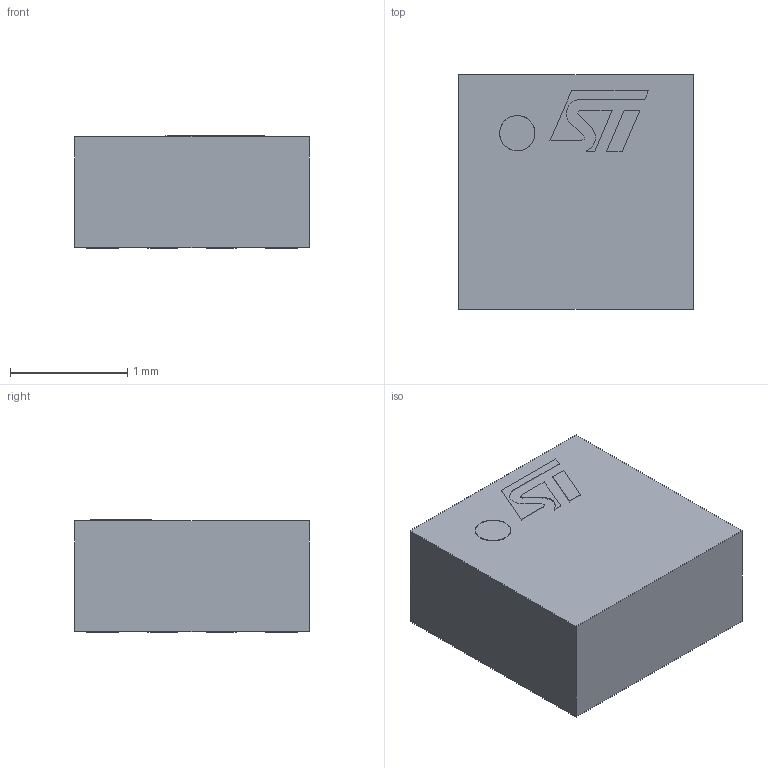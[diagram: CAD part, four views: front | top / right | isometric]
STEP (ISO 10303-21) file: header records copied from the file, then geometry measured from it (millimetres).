
FILE_DESCRIPTION(/* description */ (''),/* implementation_level */ '2;1');
FILE_NAME(/* name */ 'LGA12 v2.step',/* time_stamp */ '2023-02-16T11:42:36+03:00',/* author */ (''),/* organization */ (''),/* preprocessor_version */ 'ST-DEVELOPER v19.2',/* originating_system */ 'Autodesk Translation Framework v11.17.0.187',/* authorisation */ '');
FILE_SCHEMA (('AUTOMOTIVE_DESIGN { 1 0 10303 214 3 1 1 }'));
Length unit declared in the file: millimetre
Products named in the file (70): LGA12; Face004; Face003; Face; Face002; Face001; Face006; Face008; Face005; Face009; Face011; Face012; Face010; Face013; Face014; Face015; Face016; Face017; Face018; Face019; Face020; Face021; Face023; Face024; Face022; Face025; Face026; Face027; Face028; Face029; Face030; Face031; Face032; Face033; Face034; Face035; Face036; Face037; Face038; Face039 ...
Assembly tree (69 placements, depth 2):
  LGA12
    Face004
    Face003
    Face
    Face002
    Face001
    Face006
    Face008
    Face005
    Face009
    Face011
    Face012
    Face010
    Face013
    Face014
    Face015
    Face016
    Face017
    Face018
    Face019
    Face020
    Face021
    Face023
    Face024
    Face022
    Face025
    Face026
    Face027
    Face028
    Face029
    Face030
    Face031
    Face032
    Face033
    Face034
    Face035
    Face036
    Face037
    Face038
    Face039
    Face040
    Face041
    Face042
    Face043
    Face044
    Face045
    Face046
    Face047
    Face048
    Face049
    Face050
    Face051
    Face052
    Face053
    Face054
    Face055
    Face056
    Face057
    Face058
    Face059
Bounding box: 2 x 2 x 0.96 mm (x, y, z)
Volume: 0 mm3; surface area: 17.1 mm2
Topology: 4 solids, 72 shells, 116 faces, 442 edges, 402 vertices
Faces by surface type: plane 112, cylinder 2, bspline 2
Entity records: 7053 total; most frequent: CARTESIAN_POINT 1221, DIRECTION 946, ORIENTED_EDGE 562, EDGE_CURVE 442, LINE 432, VECTOR 432, VERTEX_POINT 402, AXIS2_PLACEMENT_3D 257
